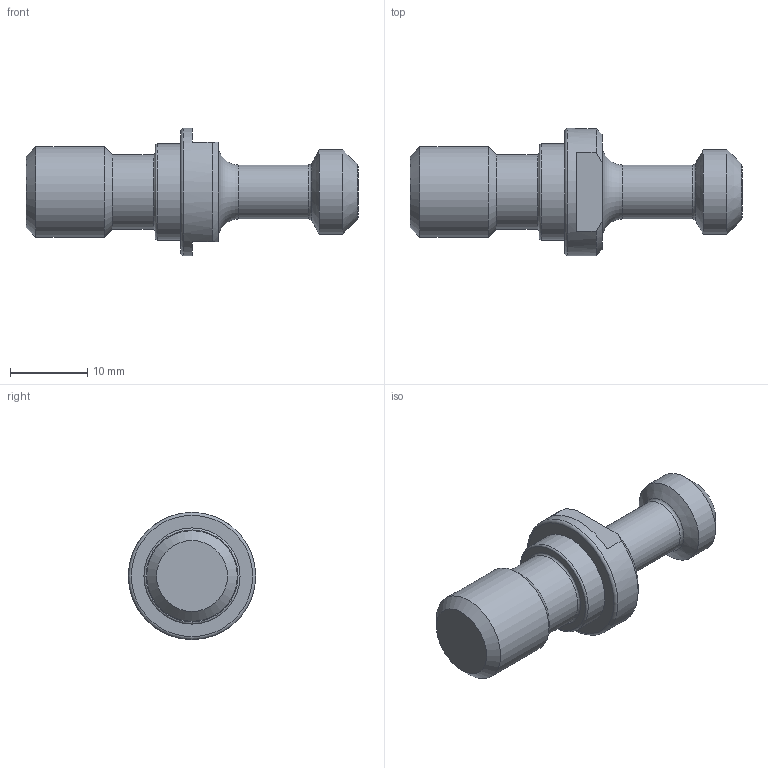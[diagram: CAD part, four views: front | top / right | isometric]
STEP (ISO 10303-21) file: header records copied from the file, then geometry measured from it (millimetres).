
FILE_DESCRIPTION(/* description */ (''),/* implementation_level */ '2;1');
FILE_NAME(/* name */ 'PS-31109A-HS.step',/* time_stamp */ '2025-09-05T10:52:10-05:00',/* author */ (''),/* organization */ (''),/* preprocessor_version */ 'ST-DEVELOPER v20.1',/* originating_system */ 'Autodesk Translation Framework v14.10.0.0',/* authorisation */ '');
FILE_SCHEMA (('AUTOMOTIVE_DESIGN { 1 0 10303 214 3 1 1 }'));
Length unit declared in the file: inch
Products named in the file (3): PS-31109A-HS; PS-31109A-HS_1; PS-31109A-HS (1)
Assembly tree (2 placements, depth 3):
  PS-31109A-HS
    PS-31109A-HS_1
      PS-31109A-HS (1)
Bounding box: 43.03 x 16.48 x 16.48 mm (x, y, z)
Volume: 3903.9 mm3; surface area: 1857.6 mm2
Topology: 1 solids, 1 shells, 27 faces, 60 edges, 38 vertices
Faces by surface type: plane 9, cone 7, cylinder 6, torus 5
Full cylindrical faces by diameter (mm): 6.985 x1, 9.652 x1, 10.973 x1, 11.76 x1, 12.446 x1, 16.485 x1
Entity records: 841 total; most frequent: DIRECTION 157, CARTESIAN_POINT 138, ORIENTED_EDGE 120, AXIS2_PLACEMENT_3D 69, EDGE_CURVE 60, VERTEX_POINT 38, CIRCLE 37, EDGE_LOOP 30
